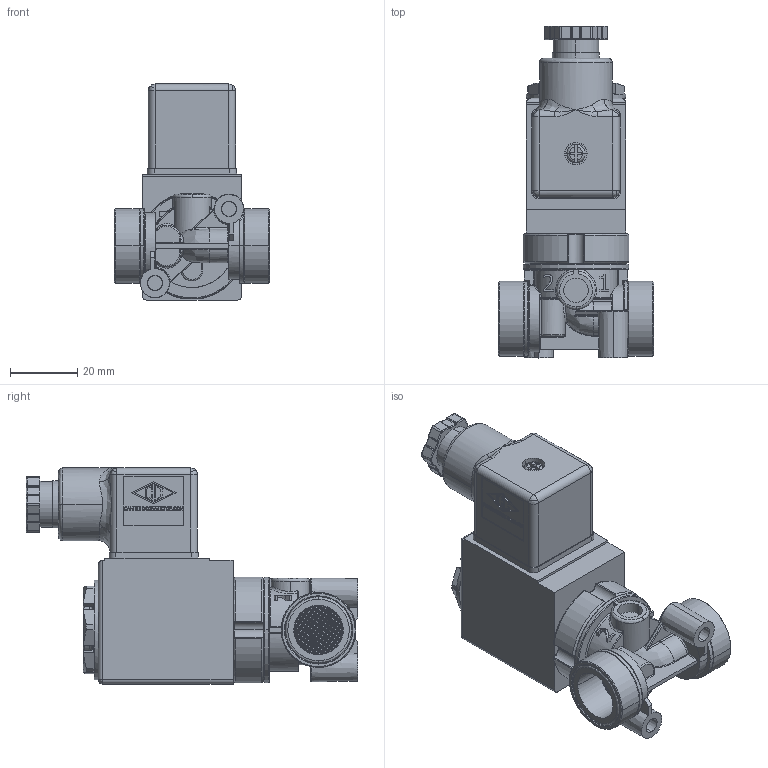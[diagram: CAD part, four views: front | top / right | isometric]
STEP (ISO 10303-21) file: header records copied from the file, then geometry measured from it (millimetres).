
FILE_DESCRIPTION (( 'STEP AP203' ), '1' );
FILE_NAME ('6200-650-AAC7C-A.step', '2023-01-26T21:14:41', ( '' ), ( '' ), 'SwSTEP 2.0', 'SolidWorks 2021', '' );
FILE_SCHEMA (( 'CONFIG_CONTROL_DESIGN' ));
Length unit declared in the file: inch
Products named in the file (1): 6200-650-AAC7C-A
Bounding box: 46.05 x 98.49 x 64.15 mm (x, y, z)
Volume: 71540.9 mm3; surface area: 35822.9 mm2
Topology: 3 solids, 3 shells, 4462 faces, 12819 edges, 7118 vertices
Faces by surface type: cylinder 3033, plane 805, bspline 559, cone 62, torus 3
Entity records: 201918 total; most frequent: CARTESIAN_POINT 101463, ORIENTED_EDGE 25494, DIRECTION 14584, EDGE_CURVE 12747, VERTEX_POINT 7118, B_SPLINE_CURVE_WITH_KNOTS 6620, LINE 5138, VECTOR 5138
